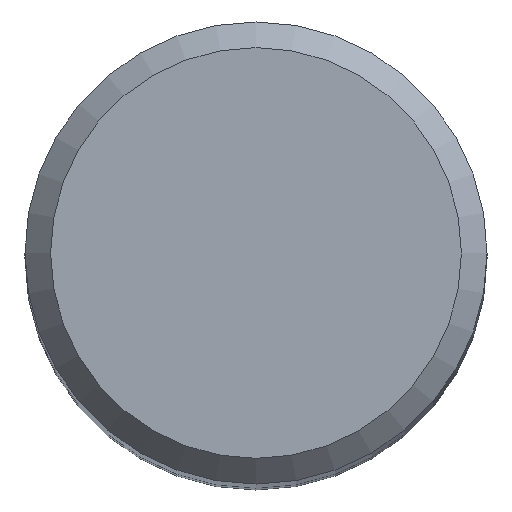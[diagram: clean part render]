
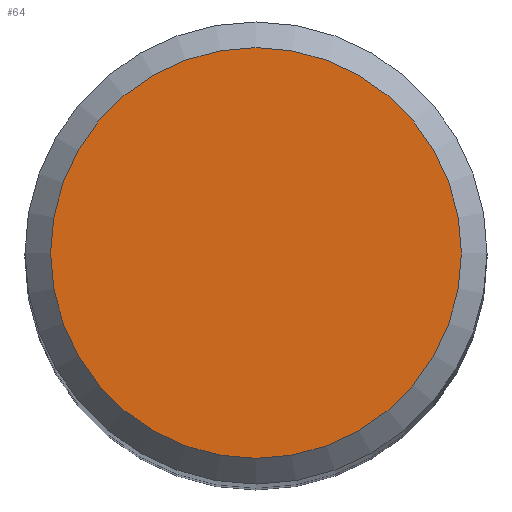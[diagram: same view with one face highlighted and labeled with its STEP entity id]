
A CAD part, top view. The second image highlights one B-rep face of the part: STEP entity #64.
In plain terms, the highlighted planar face has unit normal (0, 0, 1).
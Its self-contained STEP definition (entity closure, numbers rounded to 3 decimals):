
#4 = EDGE_LOOP ( 'NONE', ( #25 ) ) ;
#14 = DIRECTION ( 'NONE',  ( 0., 1., 0. ) ) ;
#15 = CARTESIAN_POINT ( 'NONE',  ( 0., 4., 67. ) ) ;
#20 = FACE_OUTER_BOUND ( 'NONE', #4, .T. ) ;
#25 = ORIENTED_EDGE ( 'NONE', *, *, #149, .F. ) ;
#63 = CIRCLE ( 'NONE', #141, 4. ) ;
#64 = ADVANCED_FACE ( 'NONE', ( #20 ), #131, .F. ) ;
#105 = DIRECTION ( 'NONE',  ( 0., 1., 0. ) ) ;
#117 = AXIS2_PLACEMENT_3D ( 'NONE', #178, #175, #105 ) ;
#131 = PLANE ( 'NONE',  #117 ) ;
#141 = AXIS2_PLACEMENT_3D ( 'NONE', #161, #176, #14 ) ;
#149 = EDGE_CURVE ( 'NONE', #160, #160, #63, .T. ) ;
#160 = VERTEX_POINT ( 'NONE', #15 ) ;
#161 = CARTESIAN_POINT ( 'NONE',  ( 0., 0., 67. ) ) ;
#175 = DIRECTION ( 'NONE',  ( 0., 0., -1. ) ) ;
#176 = DIRECTION ( 'NONE',  ( 0., 0., -1. ) ) ;
#178 = CARTESIAN_POINT ( 'NONE',  ( 0., 0., 67. ) ) ;
